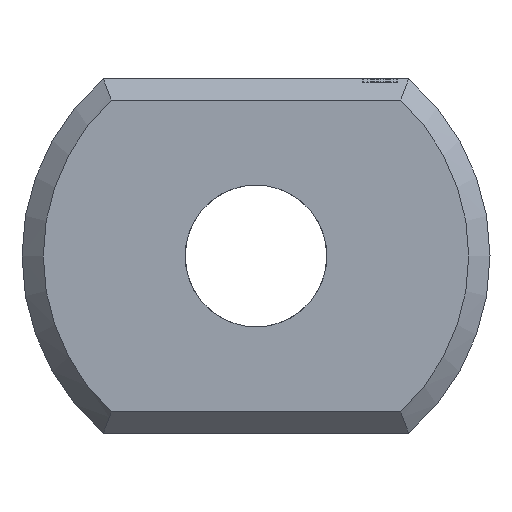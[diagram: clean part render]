
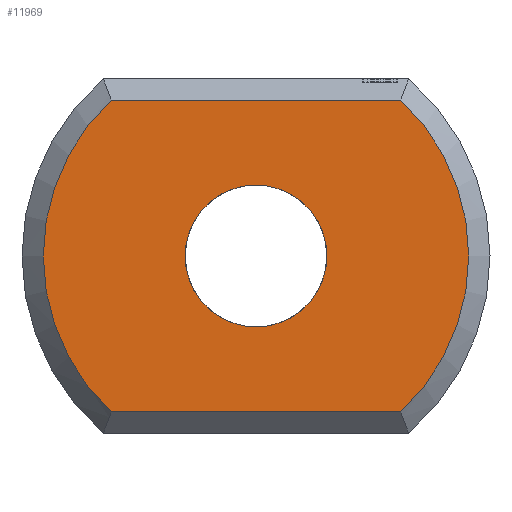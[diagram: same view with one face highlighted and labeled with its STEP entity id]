
A CAD part, left-side view. The second image highlights one B-rep face of the part: STEP entity #11969.
In plain terms, the highlighted planar face has unit normal (-1, 0, 0).
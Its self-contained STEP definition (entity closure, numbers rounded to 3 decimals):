
#298 = PLANE('',#299);
#299 = AXIS2_PLACEMENT_3D('',#300,#301,#302);
#300 = CARTESIAN_POINT('',(0.15,-2.154,-2.35));
#301 = DIRECTION('',(-0.707,0.,-0.707));
#302 = DIRECTION('',(0.,-1.,0.));
#725 = CONICAL_SURFACE('',#726,3.3,0.785);
#726 = AXIS2_PLACEMENT_3D('',#727,#728,#729);
#727 = CARTESIAN_POINT('',(0.3,0.,0.));
#728 = DIRECTION('',(1.,0.,0.));
#729 = DIRECTION('',(0.,0.653,-0.758));
#872 = CONICAL_SURFACE('',#873,3.3,0.785);
#873 = AXIS2_PLACEMENT_3D('',#874,#875,#876);
#874 = CARTESIAN_POINT('',(0.3,0.,0.));
#875 = DIRECTION('',(1.,0.,0.));
#876 = DIRECTION('',(0.,-0.653,0.758));
#909 = VERTEX_POINT('',#910);
#910 = CARTESIAN_POINT('',(0.,-2.04,-2.2));
#937 = VERTEX_POINT('',#938);
#938 = CARTESIAN_POINT('',(0.,2.04,-2.2));
#963 = EDGE_CURVE('',#909,#937,#964,.T.);
#964 = SURFACE_CURVE('',#965,(#969,#976),.PCURVE_S1.);
#965 = LINE('',#966,#967);
#966 = CARTESIAN_POINT('',(0.,-2.154,-2.2));
#967 = VECTOR('',#968,1.);
#968 = DIRECTION('',(0.,1.,0.));
#969 = PCURVE('',#298,#970);
#970 = DEFINITIONAL_REPRESENTATION('',(#971),#975);
#971 = LINE('',#972,#973);
#972 = CARTESIAN_POINT('',(0.,0.212));
#973 = VECTOR('',#974,1.);
#974 = DIRECTION('',(-1.,0.));
#975 = ( GEOMETRIC_REPRESENTATION_CONTEXT(2) 
PARAMETRIC_REPRESENTATION_CONTEXT() REPRESENTATION_CONTEXT('2D SPACE',''
  ) );
#976 = PCURVE('',#977,#982);
#977 = PLANE('',#978);
#978 = AXIS2_PLACEMENT_3D('',#979,#980,#981);
#979 = CARTESIAN_POINT('',(0.,0.,
    0.));
#980 = DIRECTION('',(1.,0.,0.));
#981 = DIRECTION('',(0.,0.,1.));
#982 = DEFINITIONAL_REPRESENTATION('',(#983),#987);
#983 = LINE('',#984,#985);
#984 = CARTESIAN_POINT('',(-2.2,2.154));
#985 = VECTOR('',#986,1.);
#986 = DIRECTION('',(0.,-1.));
#987 = ( GEOMETRIC_REPRESENTATION_CONTEXT(2) 
PARAMETRIC_REPRESENTATION_CONTEXT() REPRESENTATION_CONTEXT('2D SPACE',''
  ) );
#1763 = PLANE('',#1764);
#1764 = AXIS2_PLACEMENT_3D('',#1765,#1766,#1767);
#1765 = CARTESIAN_POINT('',(0.15,-2.154,2.35));
#1766 = DIRECTION('',(0.707,0.,-0.707
    ));
#1767 = DIRECTION('',(0.,-1.,0.));
#11756 = VERTEX_POINT('',#11757);
#11757 = CARTESIAN_POINT('',(0.,2.04,2.2));
#11782 = EDGE_CURVE('',#937,#11756,#11783,.T.);
#11783 = SURFACE_CURVE('',#11784,(#11789,#11796),.PCURVE_S1.);
#11784 = CIRCLE('',#11785,3.);
#11785 = AXIS2_PLACEMENT_3D('',#11786,#11787,#11788);
#11786 = CARTESIAN_POINT('',(0.,0.,
    0.));
#11787 = DIRECTION('',(1.,0.,0.));
#11788 = DIRECTION('',(0.,0.653,-0.758)
  );
#11789 = PCURVE('',#725,#11790);
#11790 = DEFINITIONAL_REPRESENTATION('',(#11791),#11795);
#11791 = LINE('',#11792,#11793);
#11792 = CARTESIAN_POINT('',(0.,-0.3));
#11793 = VECTOR('',#11794,1.);
#11794 = DIRECTION('',(1.,-0.));
#11795 = ( GEOMETRIC_REPRESENTATION_CONTEXT(2) 
PARAMETRIC_REPRESENTATION_CONTEXT() REPRESENTATION_CONTEXT('2D SPACE',''
  ) );
#11796 = PCURVE('',#977,#11797);
#11797 = DEFINITIONAL_REPRESENTATION('',(#11798),#11802);
#11798 = CIRCLE('',#11799,3.);
#11799 = AXIS2_PLACEMENT_2D('',#11800,#11801);
#11800 = CARTESIAN_POINT('',(0.,0.));
#11801 = DIRECTION('',(-0.758,-0.653));
#11802 = ( GEOMETRIC_REPRESENTATION_CONTEXT(2) 
PARAMETRIC_REPRESENTATION_CONTEXT() REPRESENTATION_CONTEXT('2D SPACE',''
  ) );
#11920 = VERTEX_POINT('',#11921);
#11921 = CARTESIAN_POINT('',(0.,-2.04,2.2));
#11948 = EDGE_CURVE('',#11920,#909,#11949,.T.);
#11949 = SURFACE_CURVE('',#11950,(#11955,#11962),.PCURVE_S1.);
#11950 = CIRCLE('',#11951,3.);
#11951 = AXIS2_PLACEMENT_3D('',#11952,#11953,#11954);
#11952 = CARTESIAN_POINT('',(0.,0.,
    0.));
#11953 = DIRECTION('',(1.,0.,0.));
#11954 = DIRECTION('',(0.,-0.653,0.758)
  );
#11955 = PCURVE('',#872,#11956);
#11956 = DEFINITIONAL_REPRESENTATION('',(#11957),#11961);
#11957 = LINE('',#11958,#11959);
#11958 = CARTESIAN_POINT('',(0.,-0.3));
#11959 = VECTOR('',#11960,1.);
#11960 = DIRECTION('',(1.,-0.));
#11961 = ( GEOMETRIC_REPRESENTATION_CONTEXT(2) 
PARAMETRIC_REPRESENTATION_CONTEXT() REPRESENTATION_CONTEXT('2D SPACE',''
  ) );
#11962 = PCURVE('',#977,#11963);
#11963 = DEFINITIONAL_REPRESENTATION('',(#11964),#11968);
#11964 = CIRCLE('',#11965,3.);
#11965 = AXIS2_PLACEMENT_2D('',#11966,#11967);
#11966 = CARTESIAN_POINT('',(0.,0.));
#11967 = DIRECTION('',(0.758,0.653));
#11968 = ( GEOMETRIC_REPRESENTATION_CONTEXT(2) 
PARAMETRIC_REPRESENTATION_CONTEXT() REPRESENTATION_CONTEXT('2D SPACE',''
  ) );
#11969 = ADVANCED_FACE('',(#11970,#11996),#977,.F.);
#11970 = FACE_BOUND('',#11971,.F.);
#11971 = EDGE_LOOP('',(#11972,#11973,#11994,#11995));
#11972 = ORIENTED_EDGE('',*,*,#11782,.T.);
#11973 = ORIENTED_EDGE('',*,*,#11974,.F.);
#11974 = EDGE_CURVE('',#11920,#11756,#11975,.T.);
#11975 = SURFACE_CURVE('',#11976,(#11980,#11987),.PCURVE_S1.);
#11976 = LINE('',#11977,#11978);
#11977 = CARTESIAN_POINT('',(0.,-2.154,2.2));
#11978 = VECTOR('',#11979,1.);
#11979 = DIRECTION('',(0.,1.,0.));
#11980 = PCURVE('',#977,#11981);
#11981 = DEFINITIONAL_REPRESENTATION('',(#11982),#11986);
#11982 = LINE('',#11983,#11984);
#11983 = CARTESIAN_POINT('',(2.2,2.154));
#11984 = VECTOR('',#11985,1.);
#11985 = DIRECTION('',(0.,-1.));
#11986 = ( GEOMETRIC_REPRESENTATION_CONTEXT(2) 
PARAMETRIC_REPRESENTATION_CONTEXT() REPRESENTATION_CONTEXT('2D SPACE',''
  ) );
#11987 = PCURVE('',#1763,#11988);
#11988 = DEFINITIONAL_REPRESENTATION('',(#11989),#11993);
#11989 = LINE('',#11990,#11991);
#11990 = CARTESIAN_POINT('',(0.,0.212));
#11991 = VECTOR('',#11992,1.);
#11992 = DIRECTION('',(-1.,0.));
#11993 = ( GEOMETRIC_REPRESENTATION_CONTEXT(2) 
PARAMETRIC_REPRESENTATION_CONTEXT() REPRESENTATION_CONTEXT('2D SPACE',''
  ) );
#11994 = ORIENTED_EDGE('',*,*,#11948,.T.);
#11995 = ORIENTED_EDGE('',*,*,#963,.T.);
#11996 = FACE_BOUND('',#11997,.T.);
#11997 = EDGE_LOOP('',(#11998));
#11998 = ORIENTED_EDGE('',*,*,#11999,.T.);
#11999 = EDGE_CURVE('',#12000,#12000,#12002,.T.);
#12000 = VERTEX_POINT('',#12001);
#12001 = CARTESIAN_POINT('',(0.,1.,0.));
#12002 = SURFACE_CURVE('',#12003,(#12008,#12015),.PCURVE_S1.);
#12003 = CIRCLE('',#12004,1.);
#12004 = AXIS2_PLACEMENT_3D('',#12005,#12006,#12007);
#12005 = CARTESIAN_POINT('',(0.,0.,0.));
#12006 = DIRECTION('',(1.,0.,0.));
#12007 = DIRECTION('',(0.,1.,0.));
#12008 = PCURVE('',#977,#12009);
#12009 = DEFINITIONAL_REPRESENTATION('',(#12010),#12014);
#12010 = CIRCLE('',#12011,1.);
#12011 = AXIS2_PLACEMENT_2D('',#12012,#12013);
#12012 = CARTESIAN_POINT('',(0.,0.));
#12013 = DIRECTION('',(0.,-1.));
#12014 = ( GEOMETRIC_REPRESENTATION_CONTEXT(2) 
PARAMETRIC_REPRESENTATION_CONTEXT() REPRESENTATION_CONTEXT('2D SPACE',''
  ) );
#12015 = PCURVE('',#12016,#12021);
#12016 = CYLINDRICAL_SURFACE('',#12017,1.);
#12017 = AXIS2_PLACEMENT_3D('',#12018,#12019,#12020);
#12018 = CARTESIAN_POINT('',(0.,0.,0.));
#12019 = DIRECTION('',(-1.,0.,0.));
#12020 = DIRECTION('',(0.,1.,0.));
#12021 = DEFINITIONAL_REPRESENTATION('',(#12022),#12026);
#12022 = LINE('',#12023,#12024);
#12023 = CARTESIAN_POINT('',(-0.,0.));
#12024 = VECTOR('',#12025,1.);
#12025 = DIRECTION('',(-1.,0.));
#12026 = ( GEOMETRIC_REPRESENTATION_CONTEXT(2) 
PARAMETRIC_REPRESENTATION_CONTEXT() REPRESENTATION_CONTEXT('2D SPACE',''
  ) );
